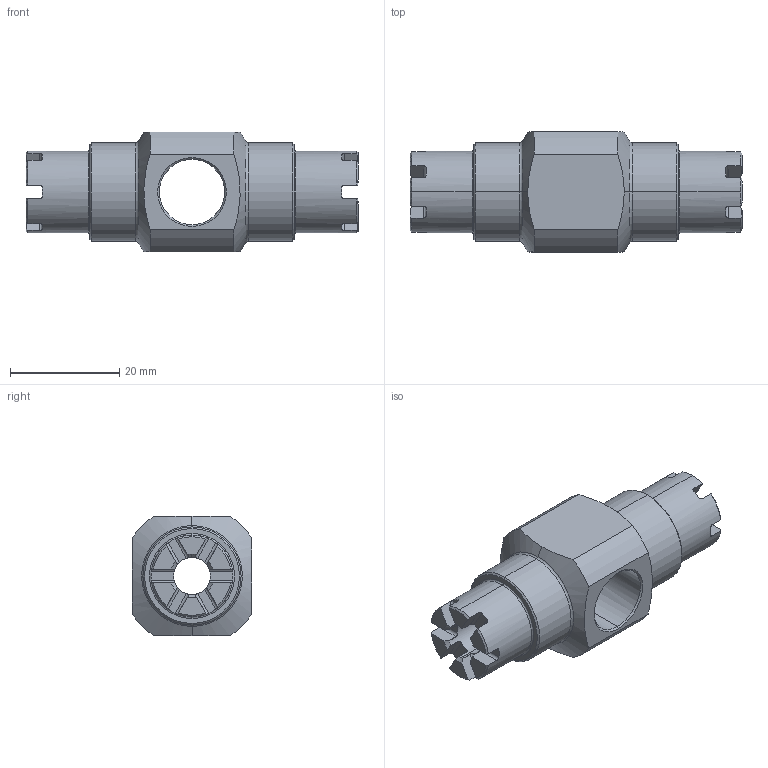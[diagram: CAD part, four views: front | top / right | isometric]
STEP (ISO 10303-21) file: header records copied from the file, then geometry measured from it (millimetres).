
FILE_DESCRIPTION (( 'STEP AP203' ), '1' );
FILE_NAME ('TA00-12-00-0013坋趼萱欯粣.step', '2025-06-04T07:58:51', ( '' ), ( 'HP' ), 'SwSTEP 2.0', 'SolidWorks 2023', '' );
FILE_SCHEMA (( 'CONFIG_CONTROL_DESIGN' ));
Length unit declared in the file: millimetre
Products named in the file (1): TA00-12-00-0013十字俯仰轴
Bounding box: 60.9 x 22 x 22 mm (x, y, z)
Volume: 12645.5 mm3; surface area: 5912.5 mm2
Topology: 1 solids, 1 shells, 168 faces, 474 edges, 308 vertices
Faces by surface type: plane 78, cylinder 42, cone 40, torus 8
Entity records: 5931 total; most frequent: CARTESIAN_POINT 1623, ORIENTED_EDGE 948, DIRECTION 832, EDGE_CURVE 474, AXIS2_PLACEMENT_3D 325, VERTEX_POINT 308, LINE 182, VECTOR 182
